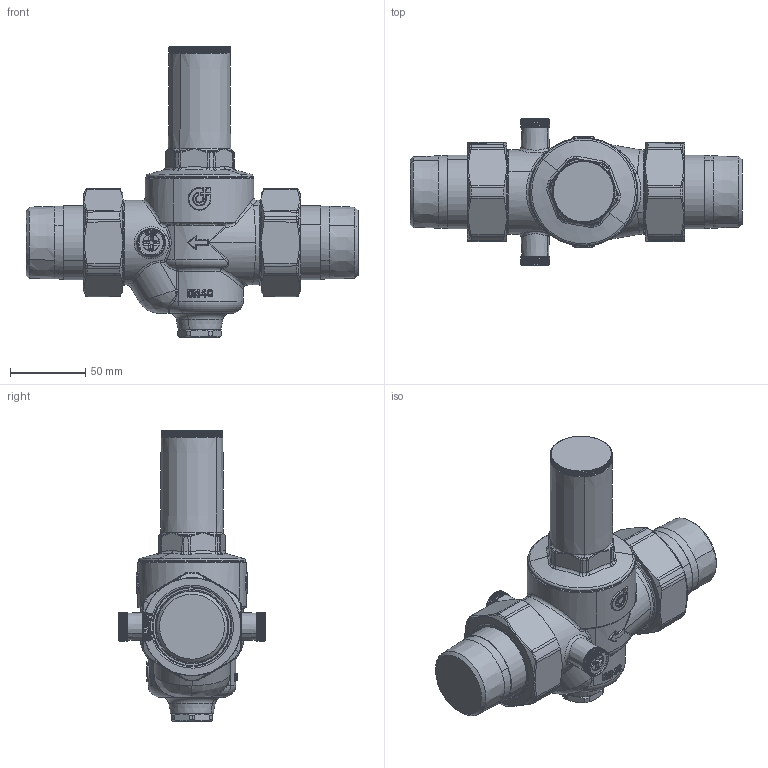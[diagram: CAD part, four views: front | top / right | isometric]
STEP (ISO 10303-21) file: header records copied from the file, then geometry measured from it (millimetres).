
FILE_DESCRIPTION(('CATIA V5 STEP Exchange'),'2;1');
FILE_NAME('STEP_536080_-_TST.stp','2017-03-17T13:01:45+00:00',('none'),('none'),'CATIA Version 5-6 Release 2014 SP5','CATIA V5 STEP AP203','none');
FILE_SCHEMA(('CONFIG_CONTROL_DESIGN'));
Length unit declared in the file: millimetre
Products named in the file (1): 536080 - TST
Bounding box: 220 x 97 x 192.8 mm (x, y, z)
Volume: 875846.2 mm3; surface area: 80447.9 mm2
Topology: 1 solids, 11 shells, 3274 faces, 8498 edges, 5238 vertices
Faces by surface type: plane 1246, cylinder 853, bspline 524, cone 247, torus 205, revolution 112, sphere 83, extrusion 4
Entity records: 133164 total; most frequent: CARTESIAN_POINT 63990, ORIENTED_EDGE 16844, DIRECTION 9713, EDGE_CURVE 8422, VERTEX_POINT 5238, AXIS2_PLACEMENT_3D 4625, EDGE_LOOP 3362, ADVANCED_FACE 3274
